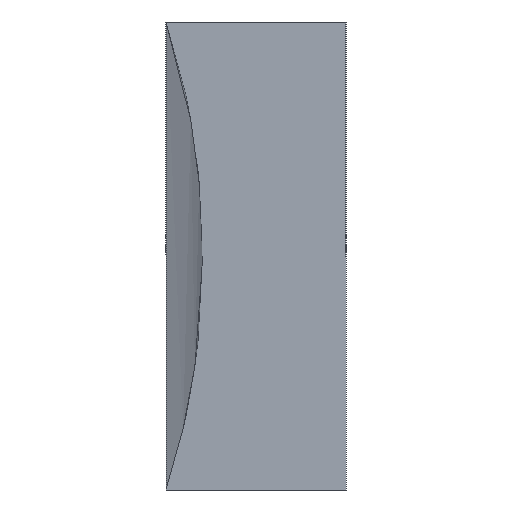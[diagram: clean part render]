
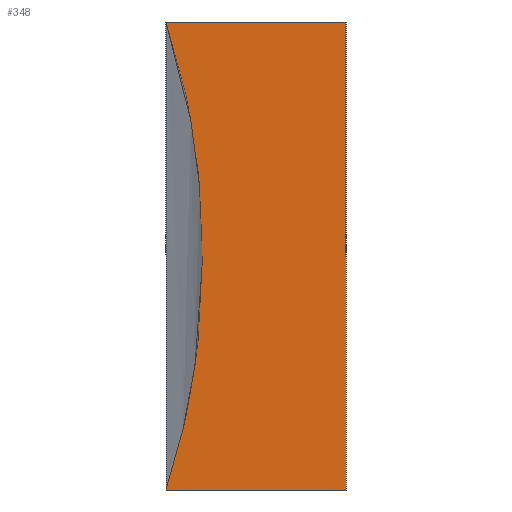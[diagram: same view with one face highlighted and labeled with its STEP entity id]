
A CAD part, left-side view. The second image highlights one B-rep face of the part: STEP entity #348.
In plain terms, the highlighted planar face has unit normal (-1, 0, 0).
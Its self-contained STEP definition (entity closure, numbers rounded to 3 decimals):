
#10 = CARTESIAN_POINT ( 'NONE',  ( 10., 0., 23.7 ) ) ;
#28 = CARTESIAN_POINT ( 'NONE',  ( 10., 0., 25. ) ) ;
#36 = VERTEX_POINT ( 'NONE', #149 ) ;
#40 = CARTESIAN_POINT ( 'NONE',  ( 10., 0., 25. ) ) ;
#49 = EDGE_CURVE ( 'NONE', #36, #158, #117, .T. ) ;
#63 = EDGE_LOOP ( 'NONE', ( #487, #261, #299, #468 ) ) ;
#73 = PLANE ( 'NONE',  #380 ) ;
#91 = VECTOR ( 'NONE', #279, 1000. ) ;
#117 = LINE ( 'NONE', #315, #318 ) ;
#130 = CARTESIAN_POINT ( 'NONE',  ( 10., 0., 23.7 ) ) ;
#138 = LINE ( 'NONE', #410, #91 ) ;
#149 = CARTESIAN_POINT ( 'NONE',  ( 10., -0.5, 25. ) ) ;
#158 = VERTEX_POINT ( 'NONE', #533 ) ;
#169 = LINE ( 'NONE', #40, #236 ) ;
#177 = VECTOR ( 'NONE', #252, 1000. ) ;
#190 = EDGE_CURVE ( 'NONE', #353, #36, #169, .T. ) ;
#223 = VERTEX_POINT ( 'NONE', #130 ) ;
#236 = VECTOR ( 'NONE', #322, 1000. ) ;
#251 = EDGE_CURVE ( 'NONE', #223, #158, #378, .T. ) ;
#252 = DIRECTION ( 'NONE',  ( 0., -1., 0. ) ) ;
#261 = ORIENTED_EDGE ( 'NONE', *, *, #251, .T. ) ;
#279 = DIRECTION ( 'NONE',  ( 0., 0., 1. ) ) ;
#299 = ORIENTED_EDGE ( 'NONE', *, *, #49, .F. ) ;
#315 = CARTESIAN_POINT ( 'NONE',  ( 10., -0.5, 23.7 ) ) ;
#318 = VECTOR ( 'NONE', #482, 1000. ) ;
#322 = DIRECTION ( 'NONE',  ( 0., -1., 0. ) ) ;
#337 = CARTESIAN_POINT ( 'NONE',  ( 10., 0., 25. ) ) ;
#348 = ADVANCED_FACE ( 'NONE', ( #440 ), #73, .T. ) ;
#353 = VERTEX_POINT ( 'NONE', #337 ) ;
#378 = LINE ( 'NONE', #10, #177 ) ;
#380 = AXIS2_PLACEMENT_3D ( 'NONE', #28, #473, #480 ) ;
#402 = EDGE_CURVE ( 'NONE', #223, #353, #138, .T. ) ;
#410 = CARTESIAN_POINT ( 'NONE',  ( 10., 0., 23.7 ) ) ;
#440 = FACE_OUTER_BOUND ( 'NONE', #63, .T. ) ;
#468 = ORIENTED_EDGE ( 'NONE', *, *, #190, .F. ) ;
#473 = DIRECTION ( 'NONE',  ( -1., 0., 0. ) ) ;
#480 = DIRECTION ( 'NONE',  ( 0., 0., 1. ) ) ;
#482 = DIRECTION ( 'NONE',  ( 0., 0., -1. ) ) ;
#487 = ORIENTED_EDGE ( 'NONE', *, *, #402, .F. ) ;
#533 = CARTESIAN_POINT ( 'NONE',  ( 10., -0.5, 23.7 ) ) ;
